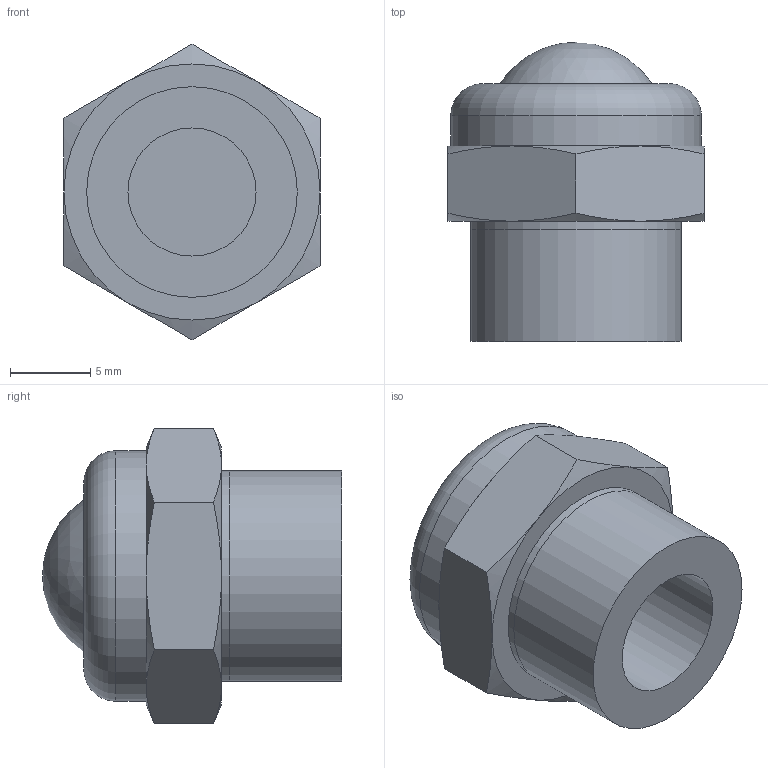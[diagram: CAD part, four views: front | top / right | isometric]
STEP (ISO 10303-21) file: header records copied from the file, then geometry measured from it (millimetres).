
FILE_DESCRIPTION(/* description */ ('Unknown'),/* implementation_level */ '2;1');
FILE_NAME(/* name */ '6.05.14',/* time_stamp */ '2019-06-10T16:21:43-04:00',/* author */ ('Unknown'),/* organization */ ('Unknown'),/* preprocessor_version */ 'ST-DEVELOPER v16.7',/* originating_system */ 'DEX',/* authorisation */ $);
FILE_SCHEMA (('AUTOMOTIVE_DESIGN {1 0 10303 214 3 1 1}'));
Length unit declared in the file: millimetre
Products named in the file (1): 6.05.14
Bounding box: 16 x 18.68 x 18.48 mm (x, y, z)
Volume: 2157.5 mm3; surface area: 1521.2 mm2
Topology: 1 solids, 1 shells, 29 faces, 61 edges, 37 vertices
Faces by surface type: cone 12, plane 11, cylinder 4, torus 1, sphere 1
Full cylindrical faces by diameter (mm): 8 x1, 13.157 x2, 15.65 x1
Entity records: 953 total; most frequent: CARTESIAN_POINT 186, DIRECTION 108, ORIENTED_EDGE 102, EDGE_CURVE 51, AXIS2_PLACEMENT_3D 51, EDGE_LOOP 38, FACE_BOUND 38, VERTEX_POINT 33
